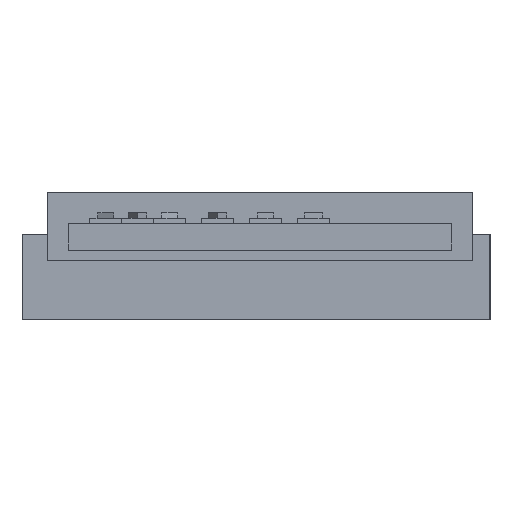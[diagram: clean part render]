
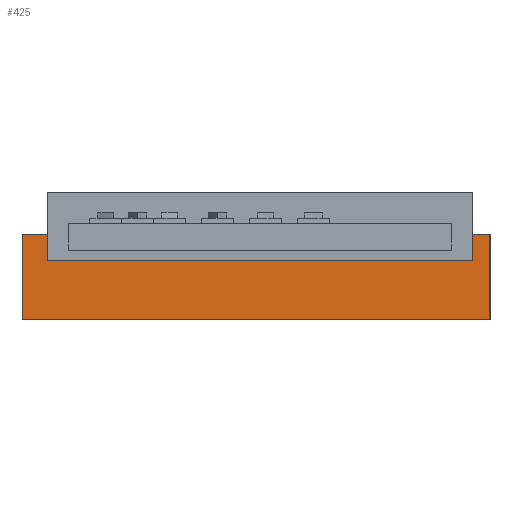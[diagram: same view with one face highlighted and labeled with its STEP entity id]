
A CAD part, left-side view. The second image highlights one B-rep face of the part: STEP entity #425.
In plain terms, the highlighted planar face has unit normal (-1, 0, 0).
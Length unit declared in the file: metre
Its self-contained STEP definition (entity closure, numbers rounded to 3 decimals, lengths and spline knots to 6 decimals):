
#425 = ADVANCED_FACE( '', ( #1100 ), #1101, .T. );
#1100 = FACE_OUTER_BOUND( '', #2081, .T. );
#1101 = PLANE( '', #2082 );
#2081 = EDGE_LOOP( '', ( #3264, #3265, #3266, #3267 ) );
#2082 = AXIS2_PLACEMENT_3D( '', #3268, #3269, #3270 );
#3264 = ORIENTED_EDGE( '', *, *, #5783, .F. );
#3265 = ORIENTED_EDGE( '', *, *, #5784, .F. );
#3266 = ORIENTED_EDGE( '', *, *, #5785, .T. );
#3267 = ORIENTED_EDGE( '', *, *, #5786, .T. );
#3268 = CARTESIAN_POINT( '', ( 0.124137, 0.001191, -0.0254 ) );
#3269 = DIRECTION( '', ( -1., 0., 0. ) );
#3270 = DIRECTION( '', ( 0., 0., 1. ) );
#5783 = EDGE_CURVE( '', #6975, #6976, #6977, .T. );
#5784 = EDGE_CURVE( '', #6978, #6975, #6979, .T. );
#5785 = EDGE_CURVE( '', #6978, #6980, #6981, .T. );
#5786 = EDGE_CURVE( '', #6980, #6976, #6982, .T. );
#6975 = VERTEX_POINT( '', #8663 );
#6976 = VERTEX_POINT( '', #8664 );
#6977 = LINE( '', #8665, #8666 );
#6978 = VERTEX_POINT( '', #8667 );
#6979 = LINE( '', #8668, #8669 );
#6980 = VERTEX_POINT( '', #8670 );
#6981 = LINE( '', #8671, #8672 );
#6982 = LINE( '', #8673, #8674 );
#8663 = CARTESIAN_POINT( '', ( 0.124137, 0.07102, 0. ) );
#8664 = CARTESIAN_POINT( '', ( 0.124137, -0.068638, 0. ) );
#8665 = CARTESIAN_POINT( '', ( 0.124137, 0.001191, 0. ) );
#8666 = VECTOR( '', #10527, 1. );
#8667 = CARTESIAN_POINT( '', ( 0.124137, 0.07102, -0.0254 ) );
#8668 = CARTESIAN_POINT( '', ( 0.124137, 0.07102, -0.0254 ) );
#8669 = VECTOR( '', #10528, 1. );
#8670 = CARTESIAN_POINT( '', ( 0.124137, -0.068638, -0.0254 ) );
#8671 = CARTESIAN_POINT( '', ( 0.124137, 0.001191, -0.0254 ) );
#8672 = VECTOR( '', #10529, 1. );
#8673 = CARTESIAN_POINT( '', ( 0.124137, -0.068638, -0.0254 ) );
#8674 = VECTOR( '', #10530, 1. );
#10527 = DIRECTION( '', ( 0., -1., 0. ) );
#10528 = DIRECTION( '', ( 0., 0., 1. ) );
#10529 = DIRECTION( '', ( 0., -1., 0. ) );
#10530 = DIRECTION( '', ( 0., 0., 1. ) );
